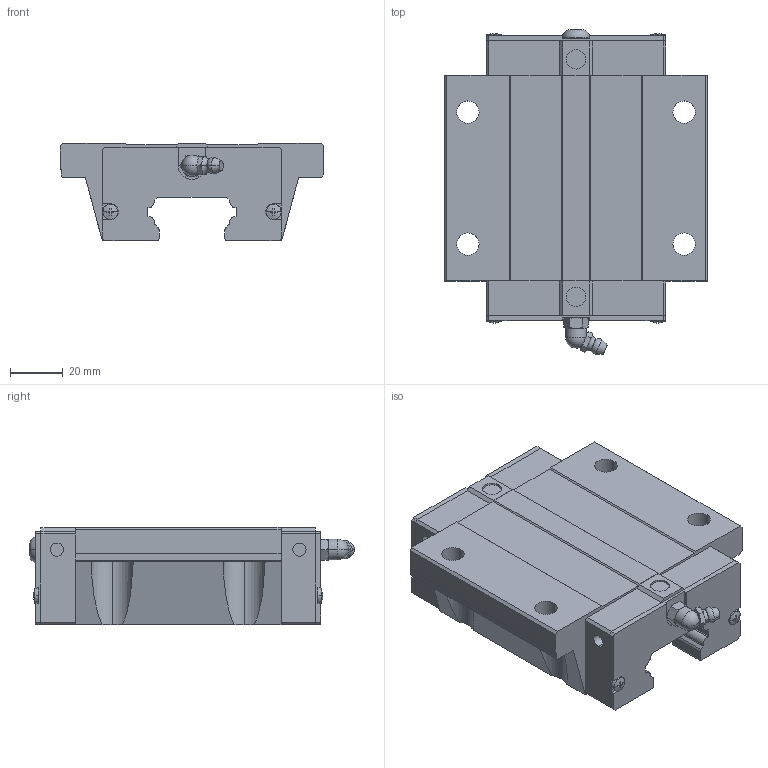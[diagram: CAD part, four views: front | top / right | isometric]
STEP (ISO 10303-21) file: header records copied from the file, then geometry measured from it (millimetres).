
FILE_DESCRIPTION(('STEP AP214'),'1');
FILE_NAME('cctmp_C54EDB8C-2799-4600-AA63-D81C25AF617A_2024_08_08_16_45_40_0597..stp','2024-08-08T14:45:40',('HIWIN GmbH'),('CADClick - www.CADClick.com'),'Spatial InterOp 3D',' ','unknown authorization');
FILE_SCHEMA(('AUTOMOTIVE_DESIGN'));
Length unit declared in the file: millimetre
Products named in the file (1): EGW35CCZ0C_FILE
Bounding box: 100 x 123.11 x 37 mm (x, y, z)
Volume: 251026.9 mm3; surface area: 39365.1 mm2
Topology: 1 solids, 5 shells, 356 faces, 957 edges, 623 vertices
Faces by surface type: plane 210, cylinder 88, cone 38, torus 18, sphere 2
Entity records: 14366 total; most frequent: CARTESIAN_POINT 2631, ORIENTED_EDGE 1910, DIRECTION 1812, EDGE_CURVE 955, VERTEX_POINT 623, AXIS2_PLACEMENT_3D 616, LINE 580, VECTOR 580
